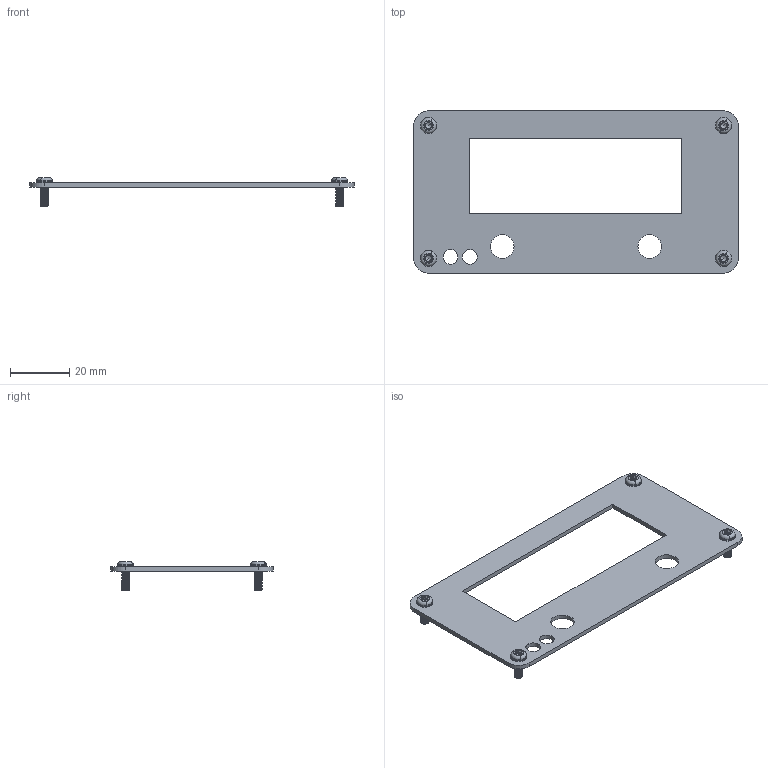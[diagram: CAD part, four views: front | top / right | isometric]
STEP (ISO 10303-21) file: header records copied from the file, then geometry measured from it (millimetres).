
FILE_DESCRIPTION(('KiCad electronic assembly'),'2;1');
FILE_NAME('DC_load_front_plate.step','2025-11-26T10:06:58',('Pcbnew'),( 'Kicad'),'Open CASCADE STEP processor 7.6','KiCad to STEP converter' ,'Unknown');
FILE_SCHEMA(('AUTOMOTIVE_DESIGN { 1 0 10303 214 1 1 1 1 }'));
Length unit declared in the file: millimetre
Products named in the file (6): DC_load_front_plate 1; M3x8 Philips Screw; COMPOUND; SOLID; DC_load_front_plate_pad; DC_load_front_plate_PCB
Assembly tree (8 placements, depth 3):
  DC_load_front_plate 1
    M3x8 Philips Screw  x4
      COMPOUND
      SOLID
    DC_load_front_plate_pad
    DC_load_front_plate_PCB
Bounding box: 110 x 55 x 9.8 mm (x, y, z)
Volume: 6353 mm3; surface area: 10160.5 mm2
Topology: 25 solids, 25 shells, 946 faces, 2176 edges, 1280 vertices
Faces by surface type: bspline 520, cylinder 208, plane 154, torus 48, cone 8, sphere 8
Full cylindrical faces by diameter (mm): 3.15 x20, 3.2 x8, 3.6 x8, 5 x2, 5.5 x8, 8 x2
Entity records: 10910 total; most frequent: CARTESIAN_POINT 4952, ORIENTED_EDGE 1354, DIRECTION 836, EDGE_CURVE 677, VERTEX_POINT 409, B_SPLINE_CURVE_WITH_KNOTS 373, FACE_BOUND 372, EDGE_LOOP 372
